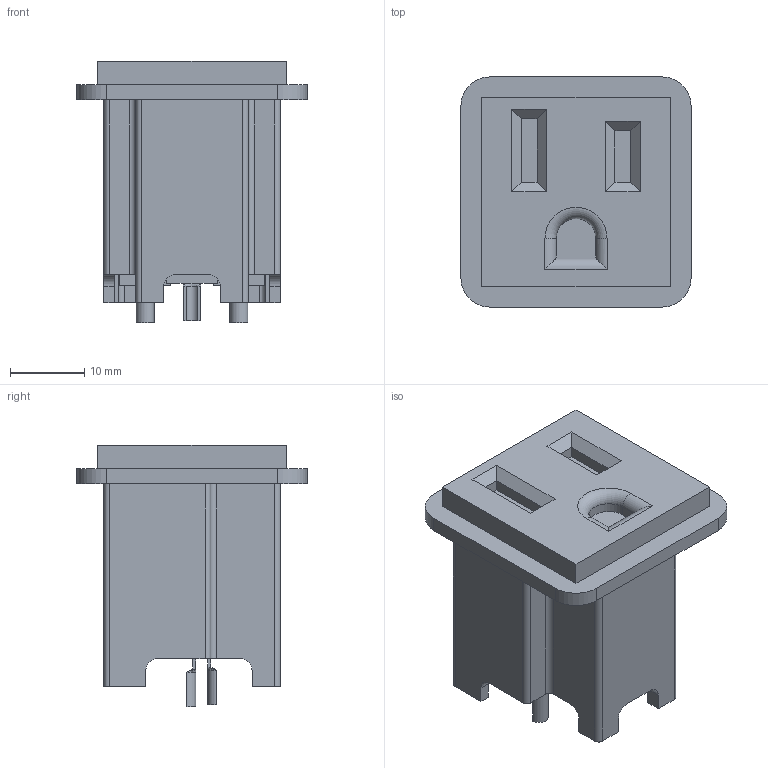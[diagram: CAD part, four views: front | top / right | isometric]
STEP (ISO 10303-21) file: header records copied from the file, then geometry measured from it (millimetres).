
FILE_DESCRIPTION((''),'2;1');
FILE_NAME('C-3-213598-2','2013-06-06T',('workeradm'),('Tyco Electronics Ltd.'),'PRO/ENGINEER BY PARAMETRIC TECHNOLOGY CORPORATION, 2011490','PRO/ENGINEER BY PARAMETRIC TECHNOLOGY CORPORATION, 2011490','');
FILE_SCHEMA(('AUTOMOTIVE_DESIGN { 1 0 10303 214 1 1 1 1 }'));
Length unit declared in the file: millimetre
Products named in the file (1): C-3-213598-2
Bounding box: 31.11 x 31.11 x 35.31 mm (x, y, z)
Volume: 15247.4 mm3; surface area: 5341.9 mm2
Topology: 1 solids, 1 shells, 160 faces, 427 edges, 275 vertices
Faces by surface type: plane 113, cylinder 34, bspline 12, torus 1
Entity records: 5691 total; most frequent: CARTESIAN_POINT 1314, ORIENTED_EDGE 854, DIRECTION 789, EDGE_CURVE 427, VECTOR 357, LINE 357, VERTEX_POINT 275, AXIS2_PLACEMENT_3D 216
